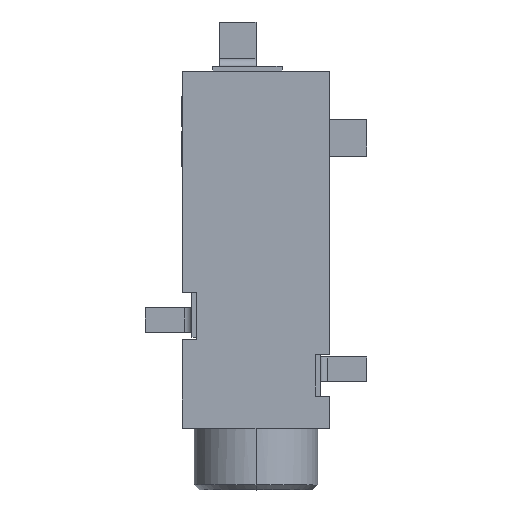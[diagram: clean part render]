
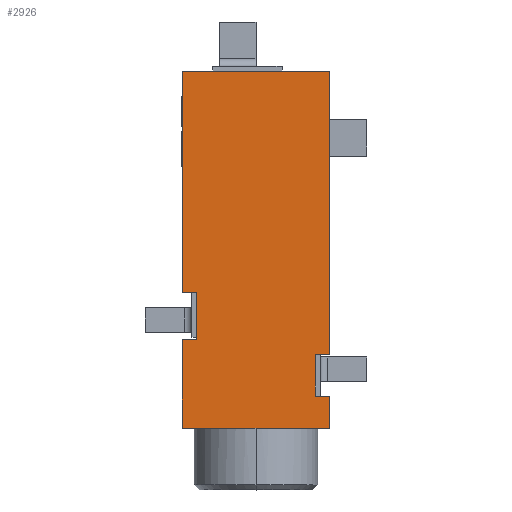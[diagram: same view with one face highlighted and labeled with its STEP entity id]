
A CAD part, top view. The second image highlights one B-rep face of the part: STEP entity #2926.
In plain terms, the highlighted free-form (B-spline) face has degree [1, 1] with [2, 2] control points.
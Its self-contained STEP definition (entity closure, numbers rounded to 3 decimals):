
#1055 = VERTEX_POINT('',#1056);
#1056 = CARTESIAN_POINT('',(0.,-7.,5.8));
#1536 = VERTEX_POINT('',#1537);
#1537 = CARTESIAN_POINT('',(-3.,-1.5,5.8));
#1542 = EDGE_CURVE('',#1543,#1536,#1545,.T.);
#1543 = VERTEX_POINT('',#1544);
#1544 = CARTESIAN_POINT('',(-3.,7.5,5.8));
#1545 = B_SPLINE_CURVE_WITH_KNOTS('',1,(#1546,#1547),.UNSPECIFIED.,.F.,
  .F.,(2,2),(0.,9.),.PIECEWISE_BEZIER_KNOTS.);
#1546 = CARTESIAN_POINT('',(-3.,7.5,5.8));
#1547 = CARTESIAN_POINT('',(-3.,-1.5,5.8));
#2576 = EDGE_CURVE('',#2577,#1543,#2579,.T.);
#2577 = VERTEX_POINT('',#2578);
#2578 = CARTESIAN_POINT('',(3.,7.5,5.8));
#2579 = B_SPLINE_CURVE_WITH_KNOTS('',1,(#2580,#2581),.UNSPECIFIED.,.F.,
  .F.,(2,2),(-6.,-0.),.PIECEWISE_BEZIER_KNOTS.);
#2580 = CARTESIAN_POINT('',(3.,7.5,5.8));
#2581 = CARTESIAN_POINT('',(-3.,7.5,5.8));
#2780 = VERTEX_POINT('',#2781);
#2781 = CARTESIAN_POINT('',(3.,-5.7,5.8));
#2786 = EDGE_CURVE('',#2787,#2780,#2789,.T.);
#2787 = VERTEX_POINT('',#2788);
#2788 = CARTESIAN_POINT('',(3.,-7.,5.8));
#2789 = B_SPLINE_CURVE_WITH_KNOTS('',1,(#2790,#2791),.UNSPECIFIED.,.F.,
  .F.,(2,2),(-14.5,-13.2),.PIECEWISE_BEZIER_KNOTS.);
#2790 = CARTESIAN_POINT('',(3.,-7.,5.8));
#2791 = CARTESIAN_POINT('',(3.,-5.7,5.8));
#2813 = EDGE_CURVE('',#1055,#2787,#2814,.T.);
#2814 = B_SPLINE_CURVE_WITH_KNOTS('',1,(#2815,#2816),.UNSPECIFIED.,.F.,
  .F.,(2,2),(3.,6.),.PIECEWISE_BEZIER_KNOTS.);
#2815 = CARTESIAN_POINT('',(0.,-7.,5.8));
#2816 = CARTESIAN_POINT('',(3.,-7.,5.8));
#2847 = EDGE_CURVE('',#2848,#2577,#2850,.T.);
#2848 = VERTEX_POINT('',#2849);
#2849 = CARTESIAN_POINT('',(3.,-4.,5.8));
#2850 = B_SPLINE_CURVE_WITH_KNOTS('',1,(#2851,#2852),.UNSPECIFIED.,.F.,
  .F.,(2,2),(-11.5,0.),.PIECEWISE_BEZIER_KNOTS.);
#2851 = CARTESIAN_POINT('',(3.,-4.,5.8));
#2852 = CARTESIAN_POINT('',(3.,7.5,5.8));
#2867 = EDGE_CURVE('',#2868,#2870,#2872,.T.);
#2868 = VERTEX_POINT('',#2869);
#2869 = CARTESIAN_POINT('',(-3.,-3.4,5.8));
#2870 = VERTEX_POINT('',#2871);
#2871 = CARTESIAN_POINT('',(-3.,-7.,5.8));
#2872 = B_SPLINE_CURVE_WITH_KNOTS('',1,(#2873,#2874),.UNSPECIFIED.,.F.,
  .F.,(2,2),(10.9,14.5),.PIECEWISE_BEZIER_KNOTS.);
#2873 = CARTESIAN_POINT('',(-3.,-3.4,5.8));
#2874 = CARTESIAN_POINT('',(-3.,-7.,5.8));
#2911 = EDGE_CURVE('',#2870,#1055,#2912,.T.);
#2912 = B_SPLINE_CURVE_WITH_KNOTS('',1,(#2913,#2914),.UNSPECIFIED.,.F.,
  .F.,(2,2),(0.,3.),.PIECEWISE_BEZIER_KNOTS.);
#2913 = CARTESIAN_POINT('',(-3.,-7.,5.8));
#2914 = CARTESIAN_POINT('',(0.,-7.,5.8));
#2926 = ADVANCED_FACE('',(#2927),#2974,.T.);
#2927 = FACE_BOUND('',#2928,.T.);
#2928 = EDGE_LOOP('',(#2929,#2938,#2943,#2944,#2945,#2946,#2947,#2954,
    #2961,#2966,#2967,#2968,#2969));
#2929 = ORIENTED_EDGE('',*,*,#2930,.F.);
#2930 = EDGE_CURVE('',#2931,#2933,#2935,.T.);
#2931 = VERTEX_POINT('',#2932);
#2932 = CARTESIAN_POINT('',(-2.4,-3.4,5.8));
#2933 = VERTEX_POINT('',#2934);
#2934 = CARTESIAN_POINT('',(-2.4,-1.5,5.8));
#2935 = B_SPLINE_CURVE_WITH_KNOTS('',1,(#2936,#2937),.UNSPECIFIED.,.F.,
  .F.,(2,2),(0.3,2.2),.PIECEWISE_BEZIER_KNOTS.);
#2936 = CARTESIAN_POINT('',(-2.4,-3.4,5.8));
#2937 = CARTESIAN_POINT('',(-2.4,-1.5,5.8));
#2938 = ORIENTED_EDGE('',*,*,#2939,.F.);
#2939 = EDGE_CURVE('',#2868,#2931,#2940,.T.);
#2940 = B_SPLINE_CURVE_WITH_KNOTS('',1,(#2941,#2942),.UNSPECIFIED.,.F.,
  .F.,(2,2),(0.,0.6),.PIECEWISE_BEZIER_KNOTS.);
#2941 = CARTESIAN_POINT('',(-3.,-3.4,5.8));
#2942 = CARTESIAN_POINT('',(-2.4,-3.4,5.8));
#2943 = ORIENTED_EDGE('',*,*,#2867,.T.);
#2944 = ORIENTED_EDGE('',*,*,#2911,.T.);
#2945 = ORIENTED_EDGE('',*,*,#2813,.T.);
#2946 = ORIENTED_EDGE('',*,*,#2786,.T.);
#2947 = ORIENTED_EDGE('',*,*,#2948,.F.);
#2948 = EDGE_CURVE('',#2949,#2780,#2951,.T.);
#2949 = VERTEX_POINT('',#2950);
#2950 = CARTESIAN_POINT('',(2.4,-5.7,5.8));
#2951 = B_SPLINE_CURVE_WITH_KNOTS('',1,(#2952,#2953),.UNSPECIFIED.,.F.,
  .F.,(2,2),(0.,0.6),.PIECEWISE_BEZIER_KNOTS.);
#2952 = CARTESIAN_POINT('',(2.4,-5.7,5.8));
#2953 = CARTESIAN_POINT('',(3.,-5.7,5.8));
#2954 = ORIENTED_EDGE('',*,*,#2955,.F.);
#2955 = EDGE_CURVE('',#2956,#2949,#2958,.T.);
#2956 = VERTEX_POINT('',#2957);
#2957 = CARTESIAN_POINT('',(2.4,-4.,5.8));
#2958 = B_SPLINE_CURVE_WITH_KNOTS('',1,(#2959,#2960),.UNSPECIFIED.,.F.,
  .F.,(2,2),(-1.7,-0.),.PIECEWISE_BEZIER_KNOTS.);
#2959 = CARTESIAN_POINT('',(2.4,-4.,5.8));
#2960 = CARTESIAN_POINT('',(2.4,-5.7,5.8));
#2961 = ORIENTED_EDGE('',*,*,#2962,.F.);
#2962 = EDGE_CURVE('',#2848,#2956,#2963,.T.);
#2963 = B_SPLINE_CURVE_WITH_KNOTS('',1,(#2964,#2965),.UNSPECIFIED.,.F.,
  .F.,(2,2),(0.,0.6),.PIECEWISE_BEZIER_KNOTS.);
#2964 = CARTESIAN_POINT('',(3.,-4.,5.8));
#2965 = CARTESIAN_POINT('',(2.4,-4.,5.8));
#2966 = ORIENTED_EDGE('',*,*,#2847,.T.);
#2967 = ORIENTED_EDGE('',*,*,#2576,.T.);
#2968 = ORIENTED_EDGE('',*,*,#1542,.T.);
#2969 = ORIENTED_EDGE('',*,*,#2970,.F.);
#2970 = EDGE_CURVE('',#2933,#1536,#2971,.T.);
#2971 = B_SPLINE_CURVE_WITH_KNOTS('',1,(#2972,#2973),.UNSPECIFIED.,.F.,
  .F.,(2,2),(0.,0.6),.PIECEWISE_BEZIER_KNOTS.);
#2972 = CARTESIAN_POINT('',(-2.4,-1.5,5.8));
#2973 = CARTESIAN_POINT('',(-3.,-1.5,5.8));
#2974 = B_SPLINE_SURFACE_WITH_KNOTS('',1,1,(
    (#2975,#2976)
    ,(#2977,#2978
    )),.UNSPECIFIED.,.F.,.F.,.F.,(2,2),(2,2),(-3.,3.),(-7.25,7.25),
  .PIECEWISE_BEZIER_KNOTS.);
#2975 = CARTESIAN_POINT('',(-3.,-7.,5.8));
#2976 = CARTESIAN_POINT('',(-3.,7.5,5.8));
#2977 = CARTESIAN_POINT('',(3.,-7.,5.8));
#2978 = CARTESIAN_POINT('',(3.,7.5,5.8));
